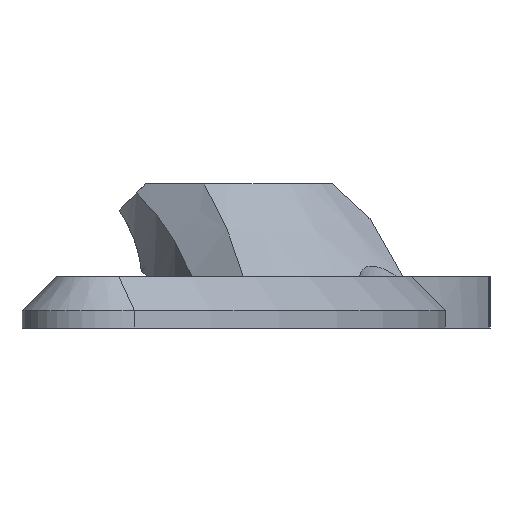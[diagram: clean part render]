
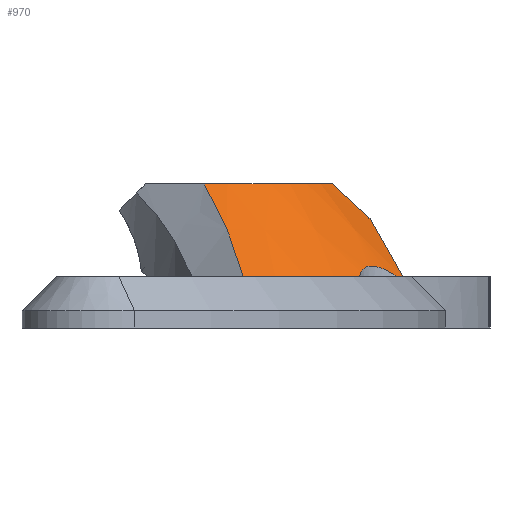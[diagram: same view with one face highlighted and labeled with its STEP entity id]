
A CAD part, left-side view. The second image highlights one B-rep face of the part: STEP entity #970.
In plain terms, the highlighted conical face has half-angle 45 degrees and reference radius 10.07 mm.
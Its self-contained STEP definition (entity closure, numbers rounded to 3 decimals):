
#48=CONICAL_SURFACE('',#1074,10.07,0.785);
#166=FACE_OUTER_BOUND('',#224,.T.);
#224=EDGE_LOOP('',(#734,#735,#736,#737,#738,#739,#740,#741));
#297=CIRCLE('',#1075,14.47);
#298=CIRCLE('',#1076,9.07);
#299=CIRCLE('',#1077,14.47);
#328=B_SPLINE_CURVE_WITH_KNOTS('',3,(#1445,#1446,#1447,#1448,#1449,#1450,
#1451,#1452,#1453,#1454),.UNSPECIFIED.,.F.,.F.,(4,2,2,2,4),(0.305,
0.391,0.489,0.587,0.673),
 .UNSPECIFIED.);
#345=B_SPLINE_CURVE_WITH_KNOTS('',3,(#1715,#1716,#1717,#1718),
 .UNSPECIFIED.,.F.,.F.,(4,4),(6.389,6.39),
 .UNSPECIFIED.);
#347=B_SPLINE_CURVE_WITH_KNOTS('',3,(#1760,#1761,#1762,#1763,#1764,#1765,
#1766),.UNSPECIFIED.,.F.,.F.,(4,3,4),(-1.092,-0.935,
-0.286),.UNSPECIFIED.);
#350=B_SPLINE_CURVE_WITH_KNOTS('',3,(#1780,#1781,#1782,#1783,#1784,#1785),
 .UNSPECIFIED.,.F.,.F.,(4,2,4),(1.496,1.848,2.017),
 .UNSPECIFIED.);
#351=B_SPLINE_CURVE_WITH_KNOTS('',3,(#1787,#1788,#1789,#1790),
 .UNSPECIFIED.,.F.,.F.,(4,4),(0.,0.297),.UNSPECIFIED.);
#367=VERTEX_POINT('',#1443);
#368=VERTEX_POINT('',#1444);
#423=VERTEX_POINT('',#1712);
#424=VERTEX_POINT('',#1714);
#426=VERTEX_POINT('',#1759);
#428=VERTEX_POINT('',#1777);
#429=VERTEX_POINT('',#1779);
#430=VERTEX_POINT('',#1786);
#467=EDGE_CURVE('',#367,#368,#328,.T.);
#538=EDGE_CURVE('',#424,#423,#345,.F.);
#542=EDGE_CURVE('',#424,#426,#347,.F.);
#545=EDGE_CURVE('',#368,#428,#297,.T.);
#546=EDGE_CURVE('',#428,#429,#350,.T.);
#547=EDGE_CURVE('',#430,#429,#351,.T.);
#548=EDGE_CURVE('',#430,#426,#298,.T.);
#549=EDGE_CURVE('',#423,#367,#299,.T.);
#734=ORIENTED_EDGE('',*,*,#467,.T.);
#735=ORIENTED_EDGE('',*,*,#545,.T.);
#736=ORIENTED_EDGE('',*,*,#546,.T.);
#737=ORIENTED_EDGE('',*,*,#547,.F.);
#738=ORIENTED_EDGE('',*,*,#548,.T.);
#739=ORIENTED_EDGE('',*,*,#542,.F.);
#740=ORIENTED_EDGE('',*,*,#538,.T.);
#741=ORIENTED_EDGE('',*,*,#549,.T.);
#970=ADVANCED_FACE('',(#166),#48,.T.);
#1074=AXIS2_PLACEMENT_3D('',#1776,#1265,#1266);
#1075=AXIS2_PLACEMENT_3D('',#1778,#1267,#1268);
#1076=AXIS2_PLACEMENT_3D('',#1791,#1269,#1270);
#1077=AXIS2_PLACEMENT_3D('',#1792,#1271,#1272);
#1265=DIRECTION('center_axis',(0.,0.,-1.));
#1266=DIRECTION('ref_axis',(-0.99,-0.139,0.));
#1267=DIRECTION('center_axis',(0.,0.,1.));
#1268=DIRECTION('ref_axis',(-0.99,-0.139,0.));
#1269=DIRECTION('center_axis',(0.,0.,-1.));
#1270=DIRECTION('ref_axis',(-0.99,-0.139,0.));
#1271=DIRECTION('center_axis',(0.,0.,1.));
#1272=DIRECTION('ref_axis',(-0.99,-0.139,0.));
#1443=CARTESIAN_POINT('',(37.385,0.012,21.8));
#1444=CARTESIAN_POINT('',(39.949,-2.157,21.8));
#1445=CARTESIAN_POINT('Ctrl Pts',(37.385,0.012,21.8));
#1446=CARTESIAN_POINT('Ctrl Pts',(37.628,-0.015,
21.96));
#1447=CARTESIAN_POINT('Ctrl Pts',(37.895,-0.075,
22.109));
#1448=CARTESIAN_POINT('Ctrl Pts',(38.456,-0.295,22.343));
#1449=CARTESIAN_POINT('Ctrl Pts',(38.75,-0.47,22.412));
#1450=CARTESIAN_POINT('Ctrl Pts',(39.248,-0.891,22.412));
#1451=CARTESIAN_POINT('Ctrl Pts',(39.469,-1.152,22.343));
#1452=CARTESIAN_POINT('Ctrl Pts',(39.779,-1.669,22.109));
#1453=CARTESIAN_POINT('Ctrl Pts',(39.883,-1.922,21.96));
#1454=CARTESIAN_POINT('Ctrl Pts',(39.949,-2.157,21.8));
#1712=CARTESIAN_POINT('',(33.819,6.783,21.8));
#1714=CARTESIAN_POINT('',(33.81,6.789,21.792));
#1715=CARTESIAN_POINT('Ctrl Pts',(33.819,6.783,21.8));
#1716=CARTESIAN_POINT('Ctrl Pts',(33.816,6.785,21.797));
#1717=CARTESIAN_POINT('Ctrl Pts',(33.813,6.787,21.795));
#1718=CARTESIAN_POINT('Ctrl Pts',(33.81,6.789,21.792));
#1759=CARTESIAN_POINT('',(38.918,9.059,27.2));
#1760=CARTESIAN_POINT('Ctrl Pts',(38.918,9.057,27.2));
#1761=CARTESIAN_POINT('Ctrl Pts',(38.613,8.862,26.878));
#1762=CARTESIAN_POINT('Ctrl Pts',(38.306,8.678,26.55));
#1763=CARTESIAN_POINT('Ctrl Pts',(37.992,8.503,26.215));
#1764=CARTESIAN_POINT('Ctrl Pts',(36.688,7.777,24.821));
#1765=CARTESIAN_POINT('Ctrl Pts',(35.268,7.2,23.306));
#1766=CARTESIAN_POINT('Ctrl Pts',(33.81,6.789,21.793));
#1776=CARTESIAN_POINT('Origin',(47.95,9.9,26.2));
#1777=CARTESIAN_POINT('',(40.535,-2.527,21.8));
#1778=CARTESIAN_POINT('Origin',(47.95,9.9,21.8));
#1779=CARTESIAN_POINT('',(44.455,-0.605,25.2));
#1780=CARTESIAN_POINT('Ctrl Pts',(40.535,-2.527,21.8));
#1781=CARTESIAN_POINT('Ctrl Pts',(41.448,-2.152,22.59));
#1782=CARTESIAN_POINT('Ctrl Pts',(42.343,-1.736,23.369));
#1783=CARTESIAN_POINT('Ctrl Pts',(43.635,-1.065,24.491));
#1784=CARTESIAN_POINT('Ctrl Pts',(44.048,-0.839,24.849));
#1785=CARTESIAN_POINT('Ctrl Pts',(44.455,-0.605,25.2));
#1786=CARTESIAN_POINT('',(44.267,1.611,27.2));
#1787=CARTESIAN_POINT('Ctrl Pts',(44.267,1.611,27.2));
#1788=CARTESIAN_POINT('Ctrl Pts',(44.317,0.87,26.543));
#1789=CARTESIAN_POINT('Ctrl Pts',(44.382,0.124,25.868));
#1790=CARTESIAN_POINT('Ctrl Pts',(44.455,-0.605,25.2));
#1791=CARTESIAN_POINT('Origin',(47.95,9.9,27.2));
#1792=CARTESIAN_POINT('Origin',(47.95,9.9,21.8));
